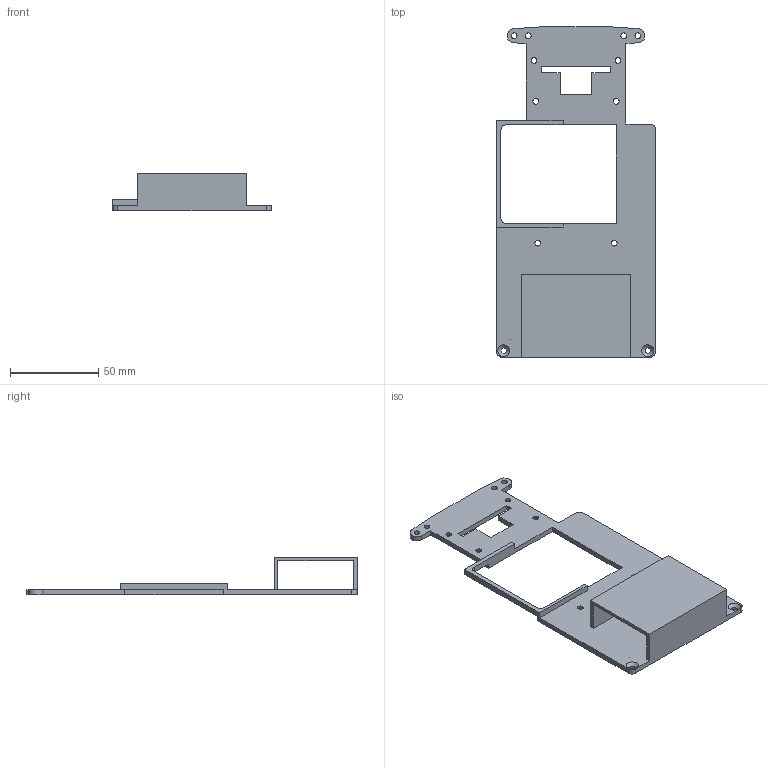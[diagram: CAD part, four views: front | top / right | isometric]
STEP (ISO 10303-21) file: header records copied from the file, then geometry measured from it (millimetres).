
FILE_DESCRIPTION(/* description */ (''),/* implementation_level */ '2;1');
FILE_NAME(/* name */ 'Upper Base.step',/* time_stamp */ '2025-08-28T15:50:56+07:00',/* author */ (''),/* organization */ (''),/* preprocessor_version */ 'ST-DEVELOPER v20.1',/* originating_system */ 'Autodesk Translation Framework v14.10.0.0',/* authorisation */ '');
FILE_SCHEMA (('AUTOMOTIVE_DESIGN { 1 0 10303 214 3 1 1 }'));
Length unit declared in the file: millimetre
Products named in the file (1): Top floor
Bounding box: 90 x 187 x 21.5 mm (x, y, z)
Volume: 43464.4 mm3; surface area: 35741.2 mm2
Topology: 1 solids, 1 shells, 70 faces, 208 edges, 137 vertices
Faces by surface type: plane 43, cylinder 19, cone 8
Full cylindrical faces by diameter (mm): 3.2 x12
Entity records: 2428 total; most frequent: ORIENTED_EDGE 416, CARTESIAN_POINT 416, DIRECTION 400, EDGE_CURVE 208, LINE 158, VECTOR 158, VERTEX_POINT 137, AXIS2_PLACEMENT_3D 121
